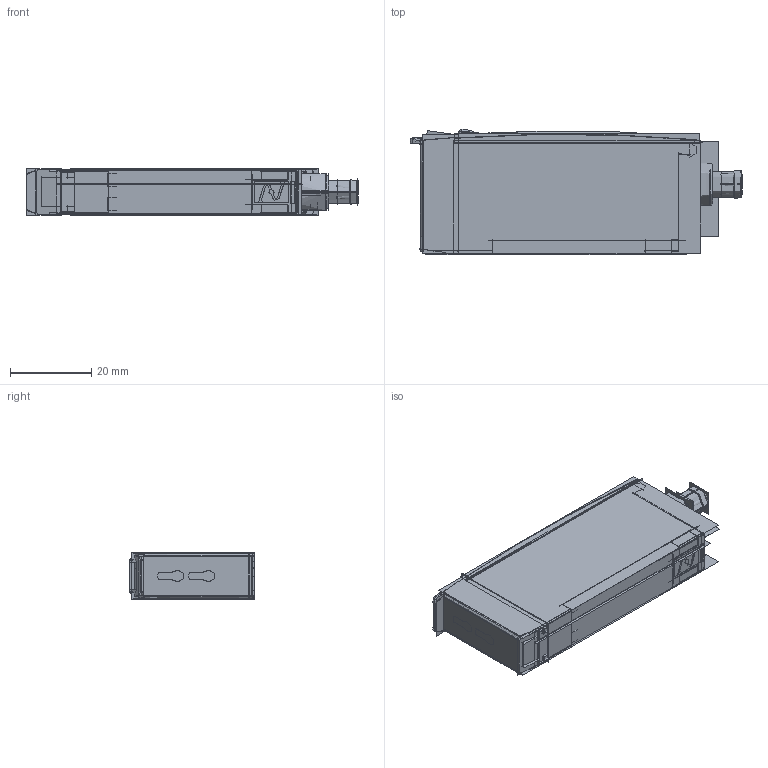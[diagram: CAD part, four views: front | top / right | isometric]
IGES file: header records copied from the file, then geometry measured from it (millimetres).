
Start section:  PTC IGES file: 159589.igs
Global section: file name: 159589.igs; native system: Creo Parametric by Parametric Technology Corporation; preprocessor: 2016010; author: pdmadmin; organization: Unknown; date: 20160810.105003; units: millimetre
Bounding box: 81.5 x 30.89 x 11.48 mm (x, y, z)
Volume: 10119.9 mm3; surface area: 144687 mm2
Topology: 11 solids, 11 shells, 2480 faces, 12492 edges, 15543 vertices
Faces by surface type: bspline 1400, revolution 1080
